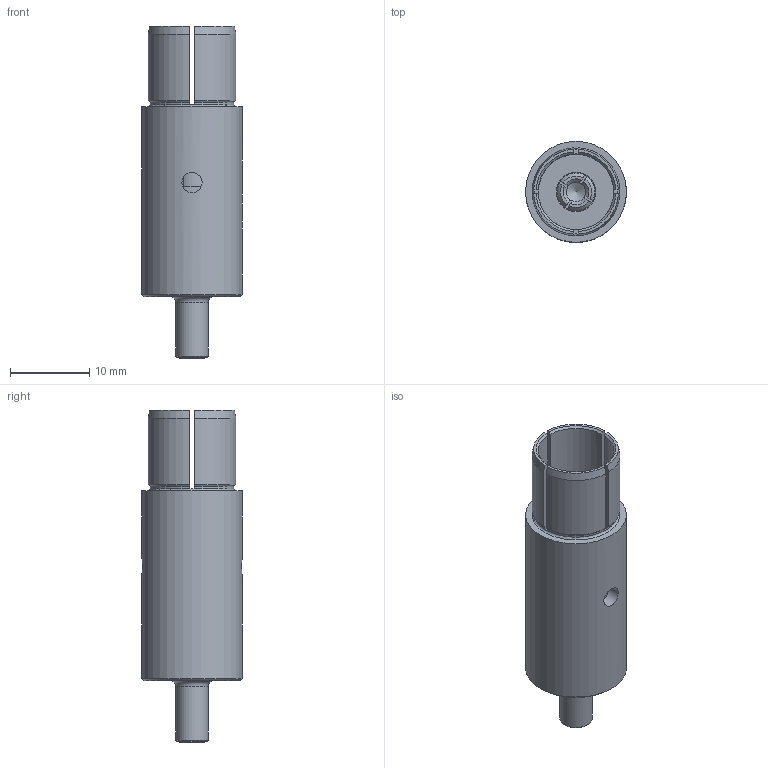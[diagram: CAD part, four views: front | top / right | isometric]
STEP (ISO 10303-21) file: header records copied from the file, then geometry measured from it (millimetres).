
FILE_DESCRIPTION(/* description */ ('Alibre Inc.'),/* implementation_level */ '2;1');
FILE_NAME(/* name */ 'export0',/* time_stamp */ '2012-04-24T16:32:30-07:00',/* author */ (''),/* organization */ (''),/* preprocessor_version */ 'ST-DEVELOPER v14',/* originating_system */ 'Alibre',/* authorisation */ '');
FILE_SCHEMA (('CONFIG_CONTROL_DESIGN'));
Length unit declared in the file: centimetre
Products named in the file (1): WRM 111020
Bounding box: 12.7 x 12.7 x 41.77 mm (x, y, z)
Volume: 2539.1 mm3; surface area: 3974 mm2
Topology: 1 solids, 1 shells, 468 faces, 1274 edges, 845 vertices
Faces by surface type: bspline 216, plane 189, cylinder 31, cone 26, torus 6
Full cylindrical faces by diameter (mm): 1.778 x1, 1.854 x1, 2.438 x1, 2.54 x2, 2.845 x1, 3.048 x1, 3.099 x1, 3.175 x1, 3.81 x1, 4.064 x2, 4.75 x1, 4.978 x1, 9.474 x1, 9.525 x1, 12.7 x1
Entity records: 15443 total; most frequent: CARTESIAN_POINT 5578, ORIENTED_EDGE 2456, EDGE_CURVE 1228, DIRECTION 1130, VERTEX_POINT 831, VECTOR 612, LINE 612, FACE_BOUND 541
